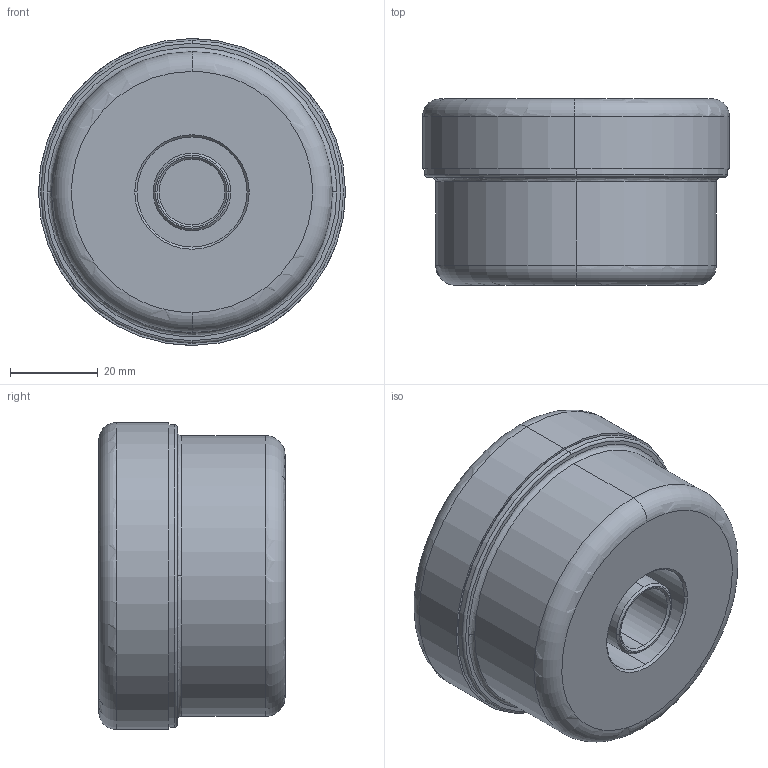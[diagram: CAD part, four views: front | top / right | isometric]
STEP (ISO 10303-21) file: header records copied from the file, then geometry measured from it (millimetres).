
FILE_DESCRIPTION(('STEP AP214'),'1');
FILE_NAME('cctmp_C6797200-BE7E-4145-B8EF-DE3FC776CE82_2023_10_16_23_03_55_0385..stp','2023-10-16T21:03:55',('SIEMENS A&D'),('CADClick - www.CADClick.com'),'Spatial InterOp 3D postprocessed',' ','unknown authorization');
FILE_SCHEMA(('AUTOMOTIVE_DESIGN'));
Length unit declared in the file: millimetre
Products named in the file (3): cc_unnamed; 2023_10_16_23_03_55_0354; 2023_10_16_23_03_55_0323
Assembly tree (2 placements, depth 2):
  cc_unnamed
    2023_10_16_23_03_55_0354
    2023_10_16_23_03_55_0323
Bounding box: 70 x 42.5 x 70 mm (x, y, z)
Volume: 115302.2 mm3; surface area: 32619 mm2
Topology: 2 solids, 2 shells, 139 faces, 355 edges, 232 vertices
Faces by surface type: plane 75, bspline 28, cylinder 18, torus 10, cone 8
Entity records: 6716 total; most frequent: CARTESIAN_POINT 2980, ORIENTED_EDGE 710, DIRECTION 595, EDGE_CURVE 355, VERTEX_POINT 232, LINE 227, VECTOR 227, AXIS2_PLACEMENT_3D 184
